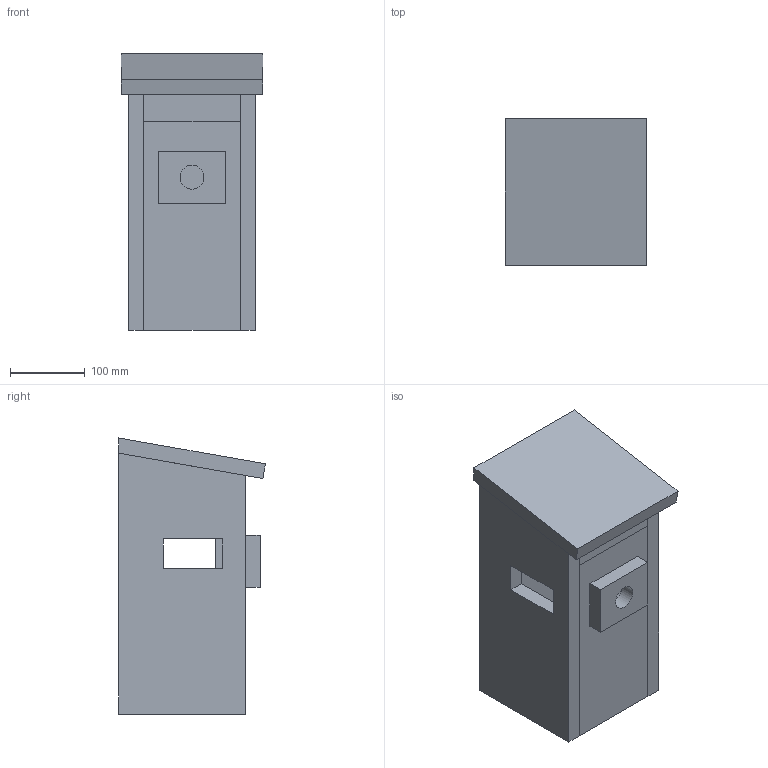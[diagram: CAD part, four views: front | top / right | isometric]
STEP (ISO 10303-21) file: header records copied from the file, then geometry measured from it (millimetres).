
FILE_DESCRIPTION(/* description */ (''),/* implementation_level */ '2;1');
FILE_NAME(/* name */ 'budka.step',/* time_stamp */ '2023-12-07T22:12:46+01:00',/* author */ (''),/* organization */ (''),/* preprocessor_version */ 'ST-DEVELOPER v20',/* originating_system */ 'Autodesk Translation Framework v12.14.0.127',/* authorisation */ '');
FILE_SCHEMA (('AUTOMOTIVE_DESIGN { 1 0 10303 214 3 1 1 }'));
Length unit declared in the file: millimetre
Products named in the file (2): budka; budka_1
Assembly tree (1 placements, depth 2):
  budka
    budka_1
Bounding box: 190 x 196.99 x 370.3 mm (x, y, z)
Volume: 5520457.3 mm3; surface area: 699740.3 mm2
Topology: 10 solids, 10 shells, 71 faces, 153 edges, 102 vertices
Faces by surface type: plane 68, cylinder 3
Full cylindrical faces by diameter (mm): 32 x3
Entity records: 1964 total; most frequent: CARTESIAN_POINT 329, DIRECTION 307, ORIENTED_EDGE 306, EDGE_CURVE 153, LINE 147, VECTOR 147, VERTEX_POINT 102, EDGE_LOOP 81
